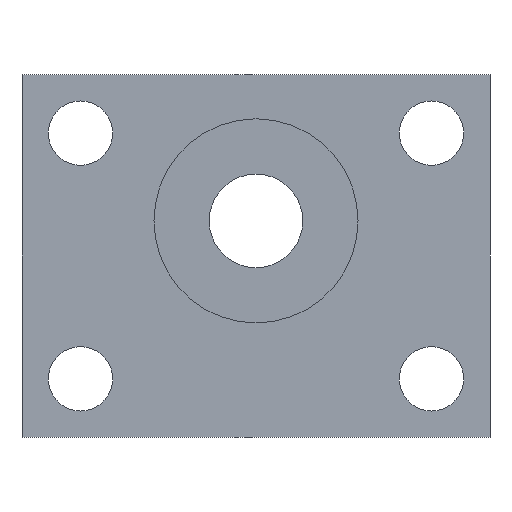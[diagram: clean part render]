
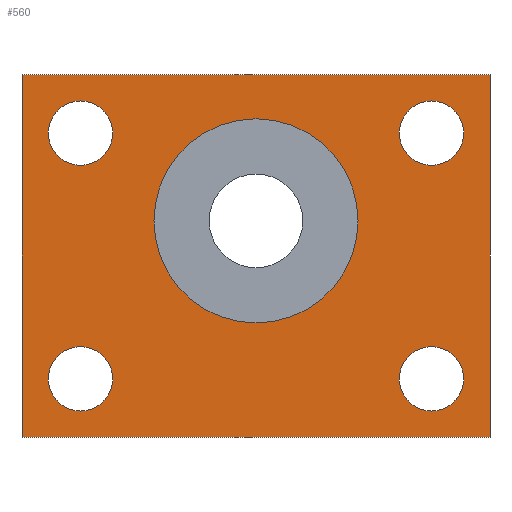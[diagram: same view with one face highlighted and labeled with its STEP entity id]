
A CAD part, front view. The second image highlights one B-rep face of the part: STEP entity #560.
In plain terms, the highlighted planar face has unit normal (0, -1, 0).
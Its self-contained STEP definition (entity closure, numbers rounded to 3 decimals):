
#4 = CARTESIAN_POINT ( 'NONE',  ( -15., 0., -10.5 ) ) ;
#5 = CIRCLE ( 'NONE', #206, 2.75 ) ;
#7 = DIRECTION ( 'NONE',  ( 0., 0., -1. ) ) ;
#19 = FACE_BOUND ( 'NONE', #389, .T. ) ;
#21 = ORIENTED_EDGE ( 'NONE', *, *, #270, .F. ) ;
#23 = LINE ( 'NONE', #63, #416 ) ;
#26 = DIRECTION ( 'NONE',  ( 0., -1., 0. ) ) ;
#29 = CIRCLE ( 'NONE', #650, 2.75 ) ;
#33 = DIRECTION ( 'NONE',  ( 0., 0., -1. ) ) ;
#35 = DIRECTION ( 'NONE',  ( 0., 1., 0. ) ) ;
#38 = DIRECTION ( 'NONE',  ( 0., 0., -1. ) ) ;
#48 = CIRCLE ( 'NONE', #229, 2.75 ) ;
#50 = VECTOR ( 'NONE', #418, 1000. ) ;
#51 = AXIS2_PLACEMENT_3D ( 'NONE', #485, #35, #433 ) ;
#52 = DIRECTION ( 'NONE',  ( 0., -1., 0. ) ) ;
#56 = EDGE_CURVE ( 'NONE', #277, #411, #330, .T. ) ;
#63 = CARTESIAN_POINT ( 'NONE',  ( -20., 0., -15.5 ) ) ;
#65 = EDGE_CURVE ( 'NONE', #250, #598, #106, .T. ) ;
#68 = DIRECTION ( 'NONE',  ( 0., 0., -1. ) ) ;
#70 = ORIENTED_EDGE ( 'NONE', *, *, #644, .F. ) ;
#73 = CARTESIAN_POINT ( 'NONE',  ( -15., 0., -10.5 ) ) ;
#75 = ORIENTED_EDGE ( 'NONE', *, *, #320, .F. ) ;
#84 = CARTESIAN_POINT ( 'NONE',  ( 0., 0., -5.725 ) ) ;
#90 = EDGE_LOOP ( 'NONE', ( #442, #295 ) ) ;
#97 = EDGE_CURVE ( 'NONE', #591, #499, #29, .T. ) ;
#100 = DIRECTION ( 'NONE',  ( 0., 0., -1. ) ) ;
#103 = CARTESIAN_POINT ( 'NONE',  ( -15., 0., 10.5 ) ) ;
#104 = VERTEX_POINT ( 'NONE', #116 ) ;
#106 = LINE ( 'NONE', #306, #50 ) ;
#114 = AXIS2_PLACEMENT_3D ( 'NONE', #142, #132, #33 ) ;
#115 = CARTESIAN_POINT ( 'NONE',  ( 15., 0., -13.25 ) ) ;
#116 = CARTESIAN_POINT ( 'NONE',  ( 15., 0., 7.75 ) ) ;
#124 = DIRECTION ( 'NONE',  ( 0., -1., 0. ) ) ;
#128 = CARTESIAN_POINT ( 'NONE',  ( 20., 0., 15.5 ) ) ;
#132 = DIRECTION ( 'NONE',  ( 0., 1., 0. ) ) ;
#140 = ORIENTED_EDGE ( 'NONE', *, *, #97, .T. ) ;
#142 = CARTESIAN_POINT ( 'NONE',  ( -15., 0., 10.5 ) ) ;
#149 = EDGE_CURVE ( 'NONE', #210, #435, #23, .T. ) ;
#153 = EDGE_LOOP ( 'NONE', ( #21, #323, #75, #643 ) ) ;
#161 = DIRECTION ( 'NONE',  ( 0., 1., 0. ) ) ;
#163 = VERTEX_POINT ( 'NONE', #372 ) ;
#164 = FACE_BOUND ( 'NONE', #90, .T. ) ;
#165 = DIRECTION ( 'NONE',  ( 0., 0., -1. ) ) ;
#168 = DIRECTION ( 'NONE',  ( 0., 1., 0. ) ) ;
#183 = VERTEX_POINT ( 'NONE', #514 ) ;
#191 = ORIENTED_EDGE ( 'NONE', *, *, #543, .T. ) ;
#192 = AXIS2_PLACEMENT_3D ( 'NONE', #351, #547, #100 ) ;
#196 = ORIENTED_EDGE ( 'NONE', *, *, #423, .F. ) ;
#197 = ORIENTED_EDGE ( 'NONE', *, *, #56, .T. ) ;
#206 = AXIS2_PLACEMENT_3D ( 'NONE', #308, #168, #455 ) ;
#210 = VERTEX_POINT ( 'NONE', #517 ) ;
#218 = EDGE_LOOP ( 'NONE', ( #345, #609 ) ) ;
#224 = FACE_BOUND ( 'NONE', #478, .T. ) ;
#228 = EDGE_LOOP ( 'NONE', ( #140, #191 ) ) ;
#229 = AXIS2_PLACEMENT_3D ( 'NONE', #73, #363, #68 ) ;
#236 = CIRCLE ( 'NONE', #368, 2.75 ) ;
#244 = EDGE_CURVE ( 'NONE', #349, #183, #312, .T. ) ;
#245 = LINE ( 'NONE', #383, #438 ) ;
#250 = VERTEX_POINT ( 'NONE', #531 ) ;
#252 = CARTESIAN_POINT ( 'NONE',  ( -20., 0., 15.5 ) ) ;
#254 = DIRECTION ( 'NONE',  ( 0., 0., -1. ) ) ;
#258 = AXIS2_PLACEMENT_3D ( 'NONE', #4, #161, #354 ) ;
#260 = CARTESIAN_POINT ( 'NONE',  ( 0., 0., 11.725 ) ) ;
#268 = CIRCLE ( 'NONE', #413, 8.725 ) ;
#270 = EDGE_CURVE ( 'NONE', #598, #210, #245, .T. ) ;
#272 = CIRCLE ( 'NONE', #51, 2.75 ) ;
#277 = VERTEX_POINT ( 'NONE', #541 ) ;
#280 = VERTEX_POINT ( 'NONE', #84 ) ;
#288 = EDGE_CURVE ( 'NONE', #104, #163, #272, .T. ) ;
#295 = ORIENTED_EDGE ( 'NONE', *, *, #244, .T. ) ;
#302 = VECTOR ( 'NONE', #348, 1000. ) ;
#303 = DIRECTION ( 'NONE',  ( 0., 1., 0. ) ) ;
#305 = LINE ( 'NONE', #252, #302 ) ;
#306 = CARTESIAN_POINT ( 'NONE',  ( -20., 0., 15.5 ) ) ;
#308 = CARTESIAN_POINT ( 'NONE',  ( 15., 0., -10.5 ) ) ;
#312 = CIRCLE ( 'NONE', #114, 2.75 ) ;
#320 = EDGE_CURVE ( 'NONE', #435, #250, #305, .T. ) ;
#323 = ORIENTED_EDGE ( 'NONE', *, *, #65, .F. ) ;
#330 = CIRCLE ( 'NONE', #258, 2.75 ) ;
#345 = ORIENTED_EDGE ( 'NONE', *, *, #362, .T. ) ;
#348 = DIRECTION ( 'NONE',  ( 0., 0., 1. ) ) ;
#349 = VERTEX_POINT ( 'NONE', #405 ) ;
#351 = CARTESIAN_POINT ( 'NONE',  ( 15., 0., 10.5 ) ) ;
#354 = DIRECTION ( 'NONE',  ( 0., 0., -1. ) ) ;
#358 = CARTESIAN_POINT ( 'NONE',  ( 0., 0., 0. ) ) ;
#359 = DIRECTION ( 'NONE',  ( 0., 1., 0. ) ) ;
#362 = EDGE_CURVE ( 'NONE', #163, #104, #599, .T. ) ;
#363 = DIRECTION ( 'NONE',  ( 0., 1., 0. ) ) ;
#366 = FACE_BOUND ( 'NONE', #218, .T. ) ;
#368 = AXIS2_PLACEMENT_3D ( 'NONE', #103, #303, #254 ) ;
#370 = FACE_OUTER_BOUND ( 'NONE', #153, .T. ) ;
#372 = CARTESIAN_POINT ( 'NONE',  ( 15., 0., 13.25 ) ) ;
#383 = CARTESIAN_POINT ( 'NONE',  ( 20., 0., 15.5 ) ) ;
#389 = EDGE_LOOP ( 'NONE', ( #196, #70 ) ) ;
#395 = CARTESIAN_POINT ( 'NONE',  ( -20., 0., -15.5 ) ) ;
#405 = CARTESIAN_POINT ( 'NONE',  ( -15., 0., 7.75 ) ) ;
#411 = VERTEX_POINT ( 'NONE', #446 ) ;
#413 = AXIS2_PLACEMENT_3D ( 'NONE', #487, #26, #38 ) ;
#416 = VECTOR ( 'NONE', #425, 1000. ) ;
#418 = DIRECTION ( 'NONE',  ( 1., 0., 0. ) ) ;
#421 = CARTESIAN_POINT ( 'NONE',  ( 15., 0., -10.5 ) ) ;
#423 = EDGE_CURVE ( 'NONE', #280, #571, #586, .T. ) ;
#425 = DIRECTION ( 'NONE',  ( -1., 0., 0. ) ) ;
#433 = DIRECTION ( 'NONE',  ( 0., 0., -1. ) ) ;
#435 = VERTEX_POINT ( 'NONE', #395 ) ;
#438 = VECTOR ( 'NONE', #439, 1000. ) ;
#439 = DIRECTION ( 'NONE',  ( 0., 0., -1. ) ) ;
#442 = ORIENTED_EDGE ( 'NONE', *, *, #444, .T. ) ;
#444 = EDGE_CURVE ( 'NONE', #183, #349, #236, .T. ) ;
#446 = CARTESIAN_POINT ( 'NONE',  ( -15., 0., -7.75 ) ) ;
#455 = DIRECTION ( 'NONE',  ( 0., 0., -1. ) ) ;
#464 = AXIS2_PLACEMENT_3D ( 'NONE', #358, #124, #7 ) ;
#478 = EDGE_LOOP ( 'NONE', ( #652, #197 ) ) ;
#485 = CARTESIAN_POINT ( 'NONE',  ( 15., 0., 10.5 ) ) ;
#487 = CARTESIAN_POINT ( 'NONE',  ( 0., 0., 3. ) ) ;
#499 = VERTEX_POINT ( 'NONE', #115 ) ;
#503 = EDGE_CURVE ( 'NONE', #411, #277, #48, .T. ) ;
#514 = CARTESIAN_POINT ( 'NONE',  ( -15., 0., 13.25 ) ) ;
#517 = CARTESIAN_POINT ( 'NONE',  ( 20., 0., -15.5 ) ) ;
#531 = CARTESIAN_POINT ( 'NONE',  ( -20., 0., 15.5 ) ) ;
#541 = CARTESIAN_POINT ( 'NONE',  ( -15., 0., -13.25 ) ) ;
#543 = EDGE_CURVE ( 'NONE', #499, #591, #5, .T. ) ;
#545 = DIRECTION ( 'NONE',  ( 0., 0., -1. ) ) ;
#547 = DIRECTION ( 'NONE',  ( 0., 1., 0. ) ) ;
#552 = AXIS2_PLACEMENT_3D ( 'NONE', #645, #52, #545 ) ;
#560 = ADVANCED_FACE ( 'NONE', ( #19, #164, #366, #568, #224, #370 ), #573, .T. ) ;
#568 = FACE_BOUND ( 'NONE', #228, .T. ) ;
#571 = VERTEX_POINT ( 'NONE', #260 ) ;
#573 = PLANE ( 'NONE',  #464 ) ;
#582 = CARTESIAN_POINT ( 'NONE',  ( 15., 0., -7.75 ) ) ;
#586 = CIRCLE ( 'NONE', #552, 8.725 ) ;
#591 = VERTEX_POINT ( 'NONE', #582 ) ;
#598 = VERTEX_POINT ( 'NONE', #128 ) ;
#599 = CIRCLE ( 'NONE', #192, 2.75 ) ;
#609 = ORIENTED_EDGE ( 'NONE', *, *, #288, .T. ) ;
#643 = ORIENTED_EDGE ( 'NONE', *, *, #149, .F. ) ;
#644 = EDGE_CURVE ( 'NONE', #571, #280, #268, .T. ) ;
#645 = CARTESIAN_POINT ( 'NONE',  ( 0., 0., 3. ) ) ;
#650 = AXIS2_PLACEMENT_3D ( 'NONE', #421, #359, #165 ) ;
#652 = ORIENTED_EDGE ( 'NONE', *, *, #503, .T. ) ;
